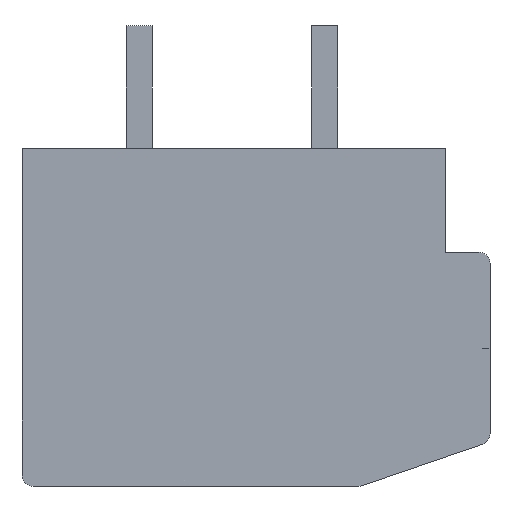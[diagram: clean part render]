
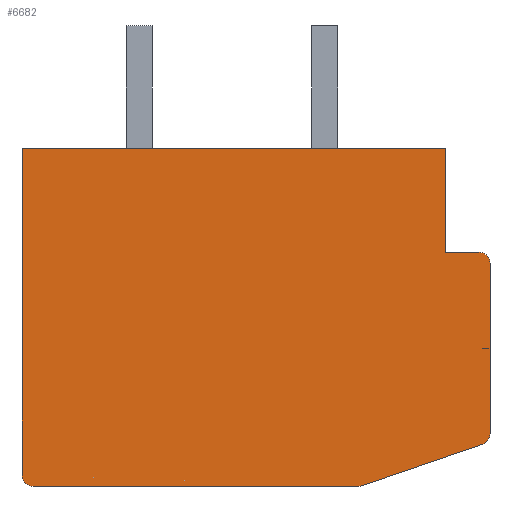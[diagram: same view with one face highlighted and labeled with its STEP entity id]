
A CAD part, front view. The second image highlights one B-rep face of the part: STEP entity #6682.
In plain terms, the highlighted planar face has unit normal (0, -1, 0).
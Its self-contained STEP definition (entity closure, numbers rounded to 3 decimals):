
#1=CARTESIAN_POINT('',(6.,-72.8,-3.136));
#2=DIRECTION('',(0.,-1.,0.));
#3=DIRECTION('',(0.324,0.,-0.946));
#4=AXIS2_PLACEMENT_3D('',#1,#2,#3);
#6=DIRECTION('',(-0.946,0.,-0.324));
#7=VECTOR('',#6,3.486);
#8=CARTESIAN_POINT('',(6.097,-72.8,-3.419));
#9=LINE('',#8,#7);
#10=DIRECTION('',(-1.,0.,0.));
#11=VECTOR('',#10,8.8);
#12=CARTESIAN_POINT('',(2.8,-72.8,-4.55));
#13=LINE('',#12,#11);
#14=CARTESIAN_POINT('',(-6.,-72.8,-4.25));
#15=DIRECTION('',(0.,-1.,0.));
#16=DIRECTION('',(-1.,0.,0.));
#17=AXIS2_PLACEMENT_3D('',#14,#15,#16);
#19=DIRECTION('',(0.,0.,1.));
#20=VECTOR('',#19,8.8);
#21=CARTESIAN_POINT('',(-6.3,-72.8,-4.25));
#22=LINE('',#21,#20);
#23=DIRECTION('',(1.,0.,0.));
#24=VECTOR('',#23,11.4);
#25=CARTESIAN_POINT('',(-6.3,-72.8,4.55));
#26=LINE('',#25,#24);
#27=DIRECTION('',(0.,0.,-1.));
#28=VECTOR('',#27,2.8);
#29=CARTESIAN_POINT('',(5.1,-72.8,4.55));
#30=LINE('',#29,#28);
#31=DIRECTION('',(1.,0.,0.));
#32=VECTOR('',#31,0.9);
#33=CARTESIAN_POINT('',(5.1,-72.8,1.75));
#34=LINE('',#33,#32);
#35=CARTESIAN_POINT('',(6.,-72.8,1.45));
#36=DIRECTION('',(0.,-1.,0.));
#37=DIRECTION('',(1.,0.,0.));
#38=AXIS2_PLACEMENT_3D('',#35,#36,#37);
#40=DIRECTION('',(0.,0.,-1.));
#41=VECTOR('',#40,4.586);
#42=CARTESIAN_POINT('',(6.3,-72.8,1.45));
#43=LINE('',#42,#41);
#5143=CARTESIAN_POINT('',(-6.3,-72.8,4.55));
#5144=CARTESIAN_POINT('',(5.1,-72.8,4.55));
#5145=VERTEX_POINT('',#5143);
#5146=VERTEX_POINT('',#5144);
#5147=CARTESIAN_POINT('',(5.1,-72.8,1.75));
#5148=VERTEX_POINT('',#5147);
#5149=CARTESIAN_POINT('',(6.097,-72.8,-3.419));
#5150=CARTESIAN_POINT('',(6.3,-72.8,-3.136));
#5151=VERTEX_POINT('',#5149);
#5152=VERTEX_POINT('',#5150);
#5153=CARTESIAN_POINT('',(6.3,-72.8,1.45));
#5154=CARTESIAN_POINT('',(6.,-72.8,1.75));
#5155=VERTEX_POINT('',#5153);
#5156=VERTEX_POINT('',#5154);
#5157=CARTESIAN_POINT('',(-6.3,-72.8,-4.25));
#5158=CARTESIAN_POINT('',(-6.,-72.8,-4.55));
#5159=VERTEX_POINT('',#5157);
#5160=VERTEX_POINT('',#5158);
#5161=CARTESIAN_POINT('',(2.8,-72.8,-4.55));
#5162=VERTEX_POINT('',#5161);
#6655=CARTESIAN_POINT('',(0.,-72.8,0.));
#6656=DIRECTION('',(0.,1.,0.));
#6657=DIRECTION('',(1.,0.,0.));
#6658=AXIS2_PLACEMENT_3D('',#6655,#6656,#6657);
#6659=PLANE('',#6658);
#6661=ORIENTED_EDGE('',*,*,#6660,.F.);
#6663=ORIENTED_EDGE('',*,*,#6662,.T.);
#6665=ORIENTED_EDGE('',*,*,#6664,.T.);
#6667=ORIENTED_EDGE('',*,*,#6666,.F.);
#6669=ORIENTED_EDGE('',*,*,#6668,.T.);
#6671=ORIENTED_EDGE('',*,*,#6670,.T.);
#6673=ORIENTED_EDGE('',*,*,#6672,.T.);
#6675=ORIENTED_EDGE('',*,*,#6674,.T.);
#6677=ORIENTED_EDGE('',*,*,#6676,.F.);
#6679=ORIENTED_EDGE('',*,*,#6678,.T.);
#6680=EDGE_LOOP('',(#6661,#6663,#6665,#6667,#6669,#6671,#6673,#6675,#6677,
#6679));
#6681=FACE_OUTER_BOUND('',#6680,.F.);
#6682=ADVANCED_FACE('',(#6681),#6659,.F.);
#5=CIRCLE('',#4,0.3);
#18=CIRCLE('',#17,0.3);
#39=CIRCLE('',#38,0.3);
#6660=EDGE_CURVE('',#5151,#5152,#5,.T.);
#6662=EDGE_CURVE('',#5151,#5162,#9,.T.);
#6664=EDGE_CURVE('',#5162,#5160,#13,.T.);
#6666=EDGE_CURVE('',#5159,#5160,#18,.T.);
#6668=EDGE_CURVE('',#5159,#5145,#22,.T.);
#6670=EDGE_CURVE('',#5145,#5146,#26,.T.);
#6672=EDGE_CURVE('',#5146,#5148,#30,.T.);
#6674=EDGE_CURVE('',#5148,#5156,#34,.T.);
#6676=EDGE_CURVE('',#5155,#5156,#39,.T.);
#6678=EDGE_CURVE('',#5155,#5152,#43,.T.);
